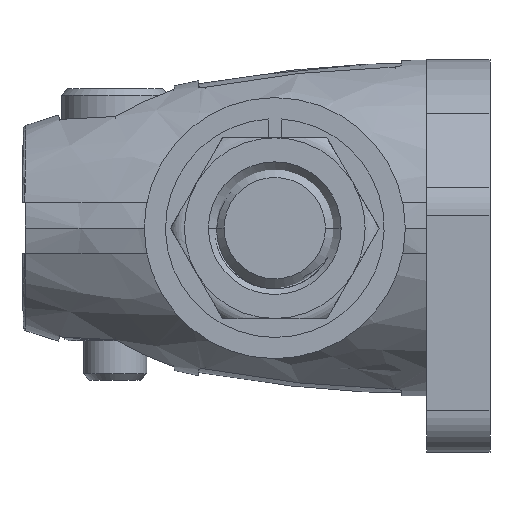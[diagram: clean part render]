
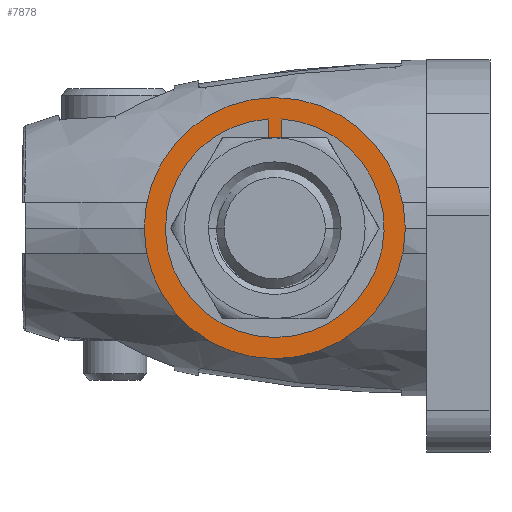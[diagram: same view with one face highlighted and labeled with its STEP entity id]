
A CAD part, front view. The second image highlights one B-rep face of the part: STEP entity #7878.
In plain terms, the highlighted planar face has unit normal (0, -1, 0).
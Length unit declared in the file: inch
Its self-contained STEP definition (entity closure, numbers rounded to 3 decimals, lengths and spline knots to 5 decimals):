
#7789=CARTESIAN_POINT('',(0.,0.,0.));
#7790=DIRECTION('',(0.,1.,0.));
#7791=DIRECTION('',(1.,0.,0.));
#7792=AXIS2_PLACEMENT_3D('',#7789,#7790,#7791);
#7794=CARTESIAN_POINT('',(0.,0.,0.));
#7795=DIRECTION('',(0.,1.,0.));
#7796=DIRECTION('',(-1.,0.,0.));
#7797=AXIS2_PLACEMENT_3D('',#7794,#7795,#7796);
#7799=CARTESIAN_POINT('',(0.,0.,0.));
#7800=DIRECTION('',(0.,-1.,0.));
#7801=DIRECTION('',(1.,0.,0.));
#7802=AXIS2_PLACEMENT_3D('',#7799,#7800,#7801);
#7804=CARTESIAN_POINT('',(0.,0.,0.));
#7805=DIRECTION('',(0.,-1.,0.));
#7806=DIRECTION('',(-1.,0.,0.));
#7807=AXIS2_PLACEMENT_3D('',#7804,#7805,#7806);
#7845=CARTESIAN_POINT('',(0.406,0.,0.));
#7846=CARTESIAN_POINT('',(-0.406,0.,0.));
#7847=VERTEX_POINT('',#7845);
#7848=VERTEX_POINT('',#7846);
#7849=CARTESIAN_POINT('',(0.203,0.,0.));
#7850=CARTESIAN_POINT('',(-0.203,0.,0.));
#7851=VERTEX_POINT('',#7849);
#7852=VERTEX_POINT('',#7850);
#7861=CARTESIAN_POINT('',(0.,0.,0.));
#7862=DIRECTION('',(0.,1.,0.));
#7863=DIRECTION('',(1.,0.,0.));
#7864=AXIS2_PLACEMENT_3D('',#7861,#7862,#7863);
#7865=PLANE('',#7864);
#7867=ORIENTED_EDGE('',*,*,#7866,.T.);
#7869=ORIENTED_EDGE('',*,*,#7868,.T.);
#7870=EDGE_LOOP('',(#7867,#7869));
#7871=FACE_OUTER_BOUND('',#7870,.F.);
#7873=ORIENTED_EDGE('',*,*,#7872,.T.);
#7875=ORIENTED_EDGE('',*,*,#7874,.T.);
#7876=EDGE_LOOP('',(#7873,#7875));
#7877=FACE_BOUND('',#7876,.F.);
#7878=ADVANCED_FACE('',(#7871,#7877),#7865,.F.);
#7793=CIRCLE('',#7792,0.406);
#7798=CIRCLE('',#7797,0.406);
#7803=CIRCLE('',#7802,0.203);
#7808=CIRCLE('',#7807,0.203);
#7866=EDGE_CURVE('',#7847,#7848,#7793,.T.);
#7868=EDGE_CURVE('',#7848,#7847,#7798,.T.);
#7872=EDGE_CURVE('',#7851,#7852,#7803,.T.);
#7874=EDGE_CURVE('',#7852,#7851,#7808,.T.);
